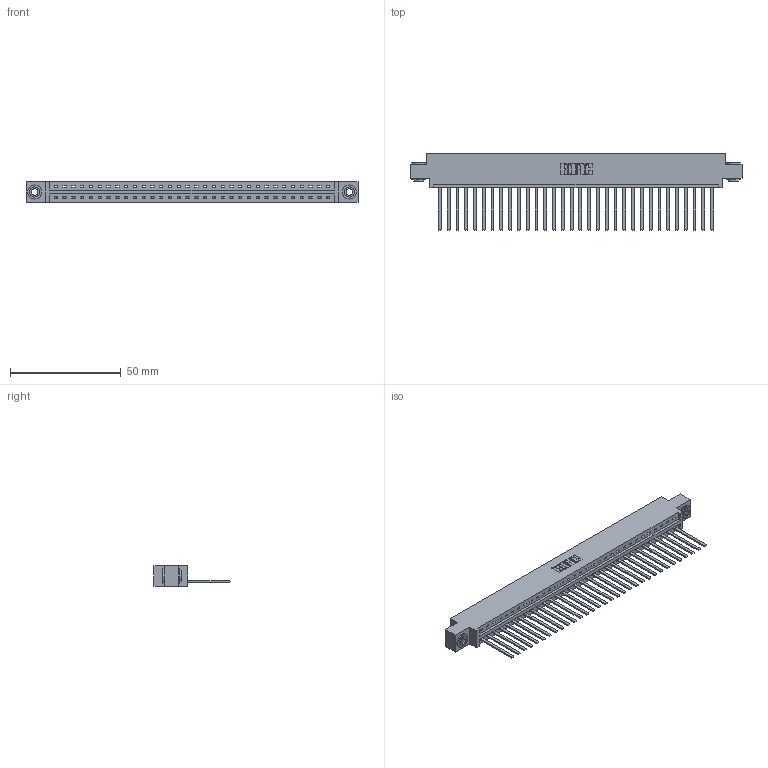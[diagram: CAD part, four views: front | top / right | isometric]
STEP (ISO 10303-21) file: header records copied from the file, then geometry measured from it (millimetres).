
FILE_DESCRIPTION (( 'STEP AP203' ), '1' );
FILE_NAME ('387-032-544-603.STEP', '2019-10-03T21:09:07', ( '' ), ( '' ), 'SwSTEP 2.0', 'SolidWorks 2016', '' );
FILE_SCHEMA (( 'CONFIG_CONTROL_DESIGN' ));
Length unit declared in the file: inch
Products named in the file (4): 345-250-002_345-250-002-102; 337 Part_0.170 Offset - 0.156 Dia-TH; 345-292-001_345-293-144; 387-032-544-603
Assembly tree (35 placements, depth 2):
  387-032-544-603
    337 Part_0.170 Offset - 0.156 Dia-TH
    345-292-001_345-293-144  x32
    345-250-002_345-250-002-102  x2
Bounding box: 149.81 x 34.3 x 9.4 mm (x, y, z)
Volume: 15717.5 mm3; surface area: 17734.5 mm2
Topology: 35 solids, 35 shells, 1948 faces, 5839 edges, 3846 vertices
Faces by surface type: plane 1428, cylinder 512, cone 8
Entity records: 25678 total; most frequent: CARTESIAN_POINT 4449, ORIENTED_EDGE 4410, DIRECTION 3795, EDGE_CURVE 2205, LINE 2057, VECTOR 2057, VERTEX_POINT 1466, AXIS2_PLACEMENT_3D 869
